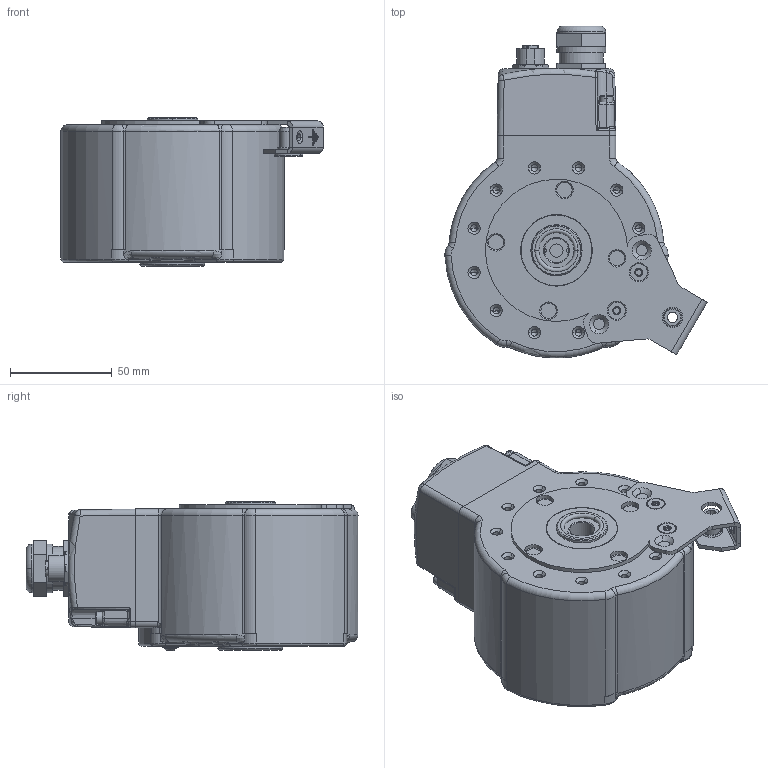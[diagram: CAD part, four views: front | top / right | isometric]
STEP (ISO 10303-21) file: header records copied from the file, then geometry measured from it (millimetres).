
FILE_DESCRIPTION((''),'2;1');
FILE_NAME('894563-K01_SW0002','2011-11-02T',('SE2994'),(''),'PRO/ENGINEER BY PARAMETRIC TECHNOLOGY CORPORATION, 2010180','PRO/ENGINEER BY PARAMETRIC TECHNOLOGY CORPORATION, 2010180','');
FILE_SCHEMA(('CONFIG_CONTROL_DESIGN','SHAPE_APPEARANCE_LAYERS_GROUPS'));
Length unit declared in the file: millimetre
Products named in the file (1): 894563-K01_SW0002
Bounding box: 129.13 x 163.5 x 73.8 mm (x, y, z)
Volume: 309021.5 mm3; surface area: 124518.7 mm2
Topology: 2 solids, 3 shells, 1186 faces, 2832 edges, 1743 vertices
Faces by surface type: cylinder 501, plane 332, cone 155, torus 121, bspline 50, sphere 24, extrusion 2, revolution 1
Entity records: 43660 total; most frequent: CARTESIAN_POINT 15666, DIRECTION 6287, ORIENTED_EDGE 5624, EDGE_CURVE 2812, AXIS2_PLACEMENT_3D 2643, VERTEX_POINT 1743, CIRCLE 1510, EDGE_LOOP 1325
